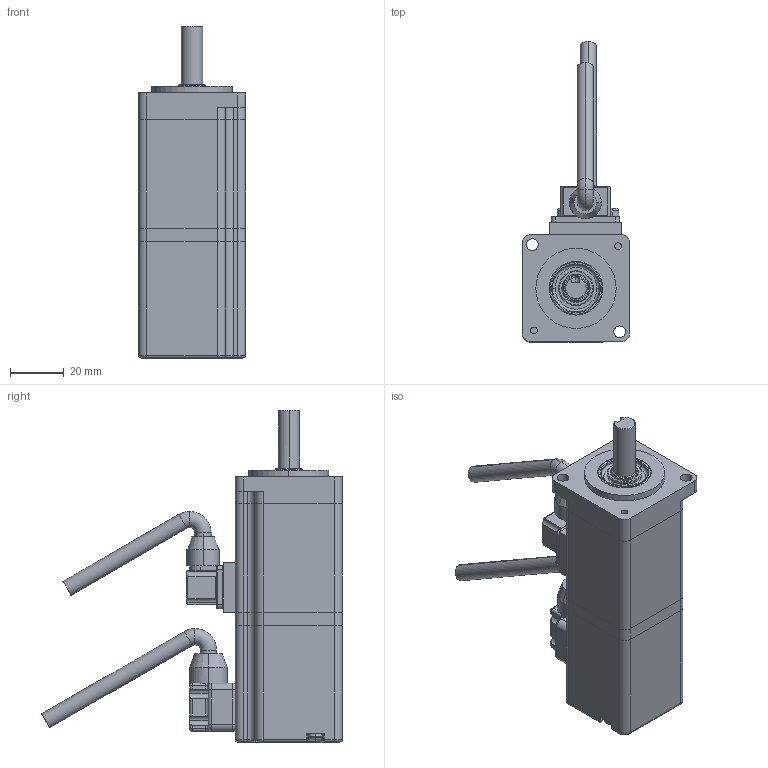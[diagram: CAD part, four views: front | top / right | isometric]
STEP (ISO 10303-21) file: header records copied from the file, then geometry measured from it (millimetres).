
FILE_DESCRIPTION (( 'STEP AP214' ), '1' );
FILE_NAME ('40SFM-E00130.STEP', '2022-02-09T08:00:09', ( '' ), ( '' ), 'SwSTEP 2.0', 'SolidWorks 2020', '' );
FILE_SCHEMA (( 'AUTOMOTIVE_DESIGN' ));
Length unit declared in the file: millimetre
Products named in the file (10): 40SFM-E00130; 晤鎢ん堤盄; 40-綴傷裔; 40-粣; 40-綴欶; 40-隅赽; 蚐猾; 萇儂堤盄; M3-92蹟邡; 40-ヶ傷裔
Assembly tree (10 placements, depth 2):
  40SFM-E00130
    40-ヶ傷裔
    40-隅赽
    40-綴傷裔
    40-粣
    40-綴欶
    M3-92蹟邡  x2
    晤鎢ん堤盄
    萇儂堤盄
    蚐猾
Bounding box: 40 x 112.24 x 124 mm (x, y, z)
Volume: 122592.2 mm3; surface area: 46066.6 mm2
Topology: 10 solids, 10 shells, 525 faces, 1258 edges, 753 vertices
Faces by surface type: cylinder 243, plane 157, torus 82, bspline 28, cone 11, sphere 4
Entity records: 14853 total; most frequent: CARTESIAN_POINT 2969, DIRECTION 2583, ORIENTED_EDGE 2304, EDGE_CURVE 1152, AXIS2_PLACEMENT_3D 1031, VERTEX_POINT 701, CIRCLE 557, EDGE_LOOP 521
